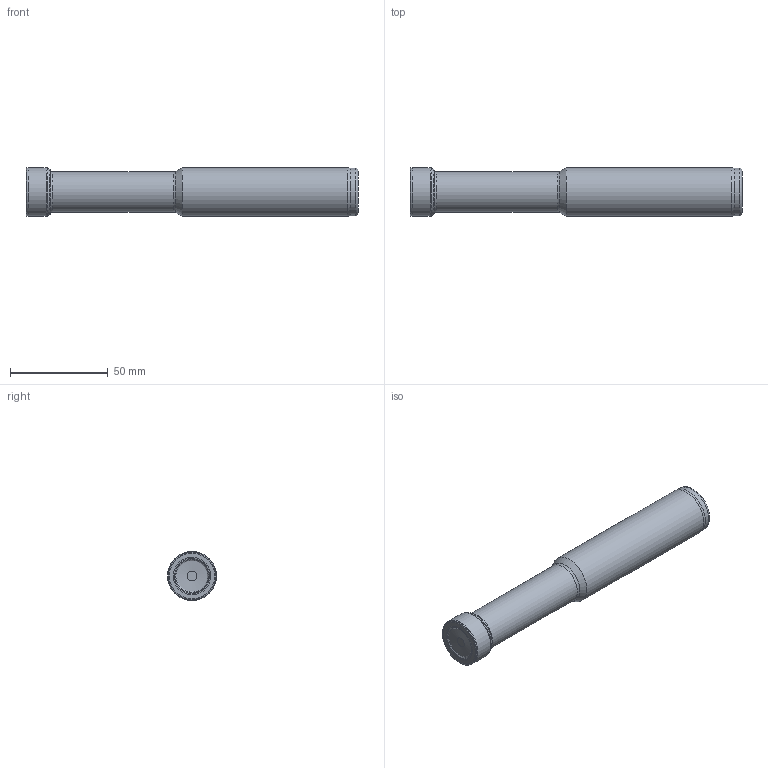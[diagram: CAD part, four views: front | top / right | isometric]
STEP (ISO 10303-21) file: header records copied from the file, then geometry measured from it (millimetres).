
FILE_DESCRIPTION(/* description */ (''),/* implementation_level */ '2;1');
FILE_NAME(/* name */ 'AEM90-TNG16-D25-C25-L170-Z02-H-80.stp',/* time_stamp */ '2023-10-27T09:14:01+03:00',/* author */ (''),/* organization */ (''),/* preprocessor_version */ 'ST-DEVELOPER v19.4',/* originating_system */ 'SIEMENS PLM Software NX2306.3001',/* authorisation */ '');
FILE_SCHEMA (('AUTOMOTIVE_DESIGN { 1 0 10303 214 3 1 1 1 }'));
Length unit declared in the file: millimetre
Products named in the file (1): AEM90-TNG16-D25-C25-L170-Z02-H-80
Bounding box: 170 x 25.06 x 25.06 mm (x, y, z)
Volume: 76152.1 mm3; surface area: 15078.8 mm2
Topology: 2 solids, 2 shells, 39 faces, 99 edges, 62 vertices
Faces by surface type: revolution 24, torus 5, cone 4, cylinder 4, plane 2
Full cylindrical faces by diameter (mm): 20.5 x1, 23.1 x1, 24.5 x1, 25 x1
Entity records: 995 total; most frequent: CARTESIAN_POINT 170, DIRECTION 146, EDGE_LOOP 76, ORIENTED_EDGE 76, FACE_BOUND 74, AXIS2_PLACEMENT_3D 54, ADVANCED_FACE 39, VERTEX_POINT 38
